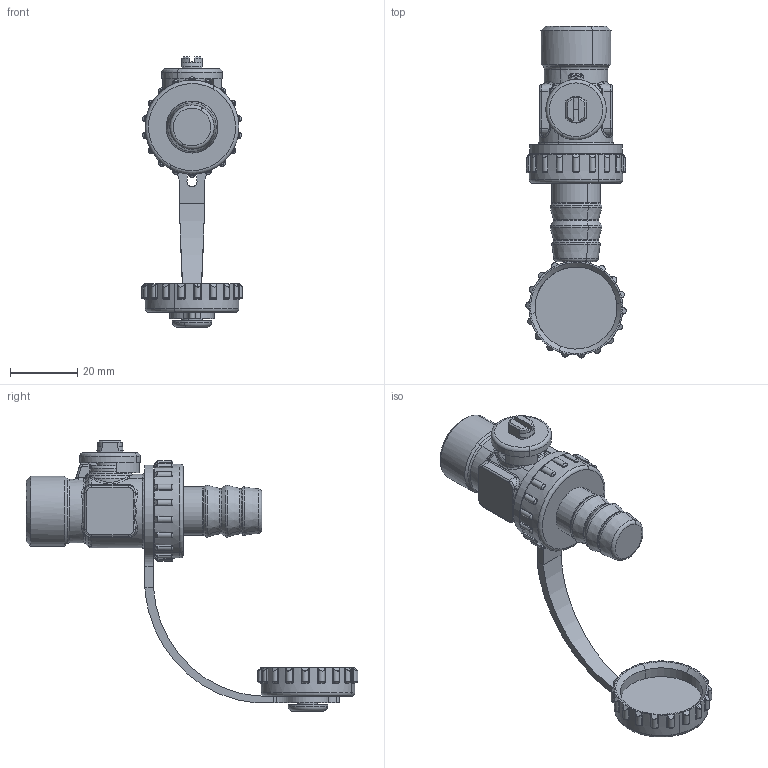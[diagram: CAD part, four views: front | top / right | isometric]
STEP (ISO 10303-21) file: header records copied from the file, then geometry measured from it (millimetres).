
FILE_DESCRIPTION(('CATIA V5 STEP Exchange'),'2;1');
FILE_NAME('STEP_538400_-_TST.stp','2019-10-03T09:00:12+00:00',('none'),('none'),'CATIA Version 5-6 Release 2016 SP4','CATIA V5 STEP AP203','none');
FILE_SCHEMA(('CONFIG_CONTROL_DESIGN'));
Length unit declared in the file: millimetre
Products named in the file (1): 538400 - TST
Bounding box: 29.95 x 98.99 x 80.74 mm (x, y, z)
Volume: 29435.9 mm3; surface area: 11493.5 mm2
Topology: 2 solids, 2 shells, 736 faces, 1760 edges, 1026 vertices
Faces by surface type: cylinder 218, bspline 188, torus 136, plane 97, cone 90, sphere 7
Entity records: 32206 total; most frequent: CARTESIAN_POINT 18094, ORIENTED_EDGE 3498, DIRECTION 1811, EDGE_CURVE 1749, AXIS2_PLACEMENT_3D 1035, VERTEX_POINT 1026, EDGE_LOOP 747, ADVANCED_FACE 736
